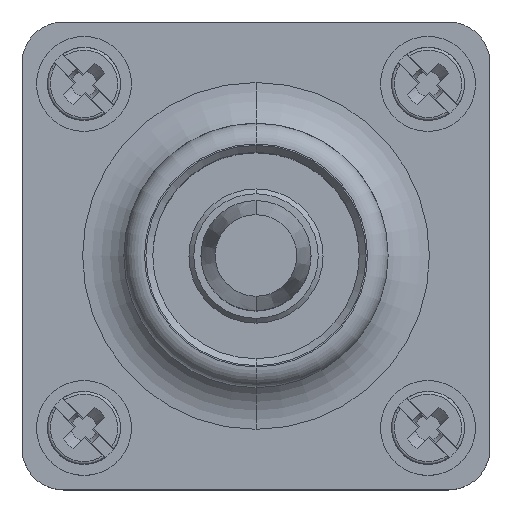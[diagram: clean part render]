
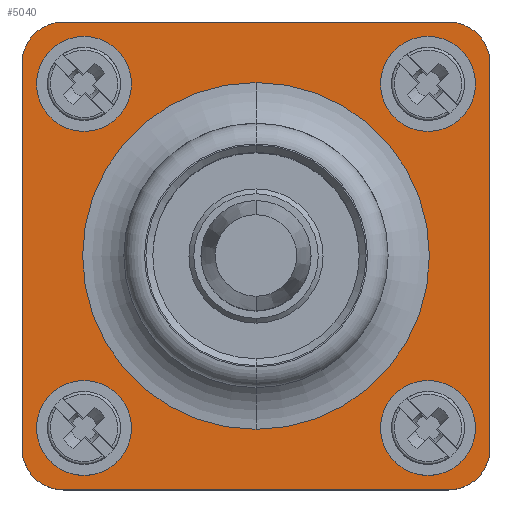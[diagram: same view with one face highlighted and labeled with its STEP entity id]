
A CAD part, top view. The second image highlights one B-rep face of the part: STEP entity #5040.
In plain terms, the highlighted face is planar.
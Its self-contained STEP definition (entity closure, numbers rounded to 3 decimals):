
#3540=CARTESIAN_POINT('',(-16.6,0.,0.));
#3550=DIRECTION('',(1.,0.,0.));
#3560=DIRECTION('',(0.,-1.,0.));
#3570=AXIS2_PLACEMENT_3D('',#3540,#3550,#3560);
#3580=PLANE('',#3570);
#3590=CARTESIAN_POINT('',(-16.6,0.,0.));
#3600=DIRECTION('',(-1.,0.,0.));
#3610=DIRECTION('',(0.,1.,0.));
#3620=AXIS2_PLACEMENT_3D('',#3590,#3600,#3610);
#3630=CIRCLE('',#3620,12.6);
#3640=CARTESIAN_POINT('',(-16.6,-12.6,0.));
#3650=VERTEX_POINT('',#3640);
#3660=CARTESIAN_POINT('',(-16.6,12.6,0.));
#3670=VERTEX_POINT('',#3660);
#3680=EDGE_CURVE('',#3650,#3670,#3630,.T.);
#3690=ORIENTED_EDGE('',*,*,#3680,.F.);
#3700=EDGE_CURVE('',#3670,#3650,#3630,.T.);
#3710=ORIENTED_EDGE('',*,*,#3700,.F.);
#3720=EDGE_LOOP('',(#3710,#3690));
#3730=FACE_BOUND('',#3720,.T.);
#3740=CARTESIAN_POINT('',(-16.6,12.5,
12.5));
#3750=DIRECTION('',(-1.,0.,0.));
#3760=DIRECTION('',(0.,0.,1.));
#3770=AXIS2_PLACEMENT_3D('',#3740,#3750,#3760);
#3780=CIRCLE('',#3770,3.45);
#3790=CARTESIAN_POINT('',(-16.6,12.5,
15.95));
#3800=VERTEX_POINT('',#3790);
#3810=CARTESIAN_POINT('',(-16.6,12.5,
9.05));
#3820=VERTEX_POINT('',#3810);
#3830=EDGE_CURVE('',#3800,#3820,#3780,.T.);
#3840=ORIENTED_EDGE('',*,*,#3830,.F.);
#3850=EDGE_CURVE('',#3820,#3800,#3780,.T.);
#3860=ORIENTED_EDGE('',*,*,#3850,.F.);
#3870=EDGE_LOOP('',(#3860,#3840));
#3880=FACE_BOUND('',#3870,.T.);
#3890=CARTESIAN_POINT('',(-16.6,12.5,
-12.5));
#3900=DIRECTION('',(-1.,0.,0.));
#3910=DIRECTION('',(0.,0.,1.));
#3920=AXIS2_PLACEMENT_3D('',#3890,#3900,#3910);
#3930=CIRCLE('',#3920,3.45);
#3940=CARTESIAN_POINT('',(-16.6,12.5,
-9.05));
#3950=VERTEX_POINT('',#3940);
#3960=CARTESIAN_POINT('',(-16.6,12.5,
-15.95));
#3970=VERTEX_POINT('',#3960);
#3980=EDGE_CURVE('',#3950,#3970,#3930,.T.);
#3990=ORIENTED_EDGE('',*,*,#3980,.F.);
#4000=EDGE_CURVE('',#3970,#3950,#3930,.T.);
#4010=ORIENTED_EDGE('',*,*,#4000,.F.);
#4020=EDGE_LOOP('',(#4010,#3990));
#4030=FACE_BOUND('',#4020,.T.);
#4040=CARTESIAN_POINT('',(-16.6,-12.5,
-12.5));
#4050=DIRECTION('',(-1.,0.,0.));
#4060=DIRECTION('',(0.,0.,1.));
#4070=AXIS2_PLACEMENT_3D('',#4040,#4050,#4060);
#4080=CIRCLE('',#4070,3.45);
#4090=CARTESIAN_POINT('',(-16.6,-12.5,
-9.05));
#4100=VERTEX_POINT('',#4090);
#4110=CARTESIAN_POINT('',(-16.6,-12.5,
-15.95));
#4120=VERTEX_POINT('',#4110);
#4130=EDGE_CURVE('',#4100,#4120,#4080,.T.);
#4140=ORIENTED_EDGE('',*,*,#4130,.F.);
#4150=EDGE_CURVE('',#4120,#4100,#4080,.T.);
#4160=ORIENTED_EDGE('',*,*,#4150,.F.);
#4170=EDGE_LOOP('',(#4160,#4140));
#4180=FACE_BOUND('',#4170,.T.);
#4190=CARTESIAN_POINT('',(-16.6,-12.5,
12.5));
#4200=DIRECTION('',(-1.,0.,0.));
#4210=DIRECTION('',(0.,0.,1.));
#4220=AXIS2_PLACEMENT_3D('',#4190,#4200,#4210);
#4230=CIRCLE('',#4220,3.45);
#4240=CARTESIAN_POINT('',(-16.6,-12.5,
15.95));
#4250=VERTEX_POINT('',#4240);
#4260=CARTESIAN_POINT('',(-16.6,-12.5,
9.05));
#4270=VERTEX_POINT('',#4260);
#4280=EDGE_CURVE('',#4250,#4270,#4230,.T.);
#4290=ORIENTED_EDGE('',*,*,#4280,.F.);
#4300=EDGE_CURVE('',#4270,#4250,#4230,.T.);
#4310=ORIENTED_EDGE('',*,*,#4300,.F.);
#4320=EDGE_LOOP('',(#4310,#4290));
#4330=FACE_BOUND('',#4320,.T.);
#4340=CARTESIAN_POINT('',(-16.6,-14.,-14.));
#4350=DIRECTION('',(1.,0.,0.));
#4360=DIRECTION('',(0.,1.,0.));
#4370=AXIS2_PLACEMENT_3D('',#4340,#4350,#4360);
#4380=CIRCLE('',#4370,3.);
#4390=CARTESIAN_POINT('',(-16.6,-17.,-14.));
#4400=VERTEX_POINT('',#4390);
#4410=CARTESIAN_POINT('',(-16.6,-14.,-17.));
#4420=VERTEX_POINT('',#4410);
#4430=EDGE_CURVE('',#4400,#4420,#4380,.T.);
#4440=ORIENTED_EDGE('',*,*,#4430,.F.);
#4450=CARTESIAN_POINT('',(-16.6,0.,-17.));
#4460=DIRECTION('',(0.,-1.,0.));
#4470=VECTOR('',#4460,1.);
#4480=LINE('',#4450,#4470);
#4490=CARTESIAN_POINT('',(-16.6,14.,-17.));
#4500=VERTEX_POINT('',#4490);
#4510=EDGE_CURVE('',#4500,#4420,#4480,.T.);
#4520=ORIENTED_EDGE('',*,*,#4510,.T.);
#4530=CARTESIAN_POINT('',(-16.6,14.,-14.));
#4540=DIRECTION('',(-1.,0.,0.));
#4550=DIRECTION('',(0.,-1.,0.));
#4560=AXIS2_PLACEMENT_3D('',#4530,#4540,#4550);
#4570=CIRCLE('',#4560,3.);
#4580=CARTESIAN_POINT('',(-16.6,17.,-14.));
#4590=VERTEX_POINT('',#4580);
#4600=EDGE_CURVE('',#4590,#4500,#4570,.T.);
#4610=ORIENTED_EDGE('',*,*,#4600,.T.);
#4620=CARTESIAN_POINT('',(-16.6,17.,0.));
#4630=DIRECTION('',(0.,0.,-1.));
#4640=VECTOR('',#4630,1.);
#4650=LINE('',#4620,#4640);
#4660=CARTESIAN_POINT('',(-16.6,17.,14.));
#4670=VERTEX_POINT('',#4660);
#4680=EDGE_CURVE('',#4670,#4590,#4650,.T.);
#4690=ORIENTED_EDGE('',*,*,#4680,.T.);
#4700=CARTESIAN_POINT('',(-16.6,14.,14.));
#4710=DIRECTION('',(1.,0.,0.));
#4720=DIRECTION('',(0.,1.,0.));
#4730=AXIS2_PLACEMENT_3D('',#4700,#4710,#4720);
#4740=CIRCLE('',#4730,3.);
#4750=CARTESIAN_POINT('',(-16.6,14.,17.));
#4760=VERTEX_POINT('',#4750);
#4770=EDGE_CURVE('',#4670,#4760,#4740,.T.);
#4780=ORIENTED_EDGE('',*,*,#4770,.F.);
#4790=CARTESIAN_POINT('',(-16.6,0.,17.));
#4800=DIRECTION('',(0.,1.,0.));
#4810=VECTOR('',#4800,1.);
#4820=LINE('',#4790,#4810);
#4830=CARTESIAN_POINT('',(-16.6,-14.,17.));
#4840=VERTEX_POINT('',#4830);
#4850=EDGE_CURVE('',#4840,#4760,#4820,.T.);
#4860=ORIENTED_EDGE('',*,*,#4850,.T.);
#4870=CARTESIAN_POINT('',(-16.6,-14.,14.));
#4880=DIRECTION('',(1.,0.,0.));
#4890=DIRECTION('',(0.,1.,0.));
#4900=AXIS2_PLACEMENT_3D('',#4870,#4880,#4890);
#4910=CIRCLE('',#4900,3.);
#4920=CARTESIAN_POINT('',(-16.6,-17.,14.));
#4930=VERTEX_POINT('',#4920);
#4940=EDGE_CURVE('',#4840,#4930,#4910,.T.);
#4950=ORIENTED_EDGE('',*,*,#4940,.F.);
#4960=CARTESIAN_POINT('',(-16.6,-17.,0.));
#4970=DIRECTION('',(0.,0.,1.));
#4980=VECTOR('',#4970,1.);
#4990=LINE('',#4960,#4980);
#5000=EDGE_CURVE('',#4400,#4930,#4990,.T.);
#5010=ORIENTED_EDGE('',*,*,#5000,.T.);
#5020=EDGE_LOOP('',(#5010,#4950,#4860,#4780,#4690,#4610,#4520,#4440));
#5030=FACE_OUTER_BOUND('',#5020,.T.);
#5040=ADVANCED_FACE('',(#3730,#3880,#4030,#4180,#4330,#5030),#3580,.F.);
